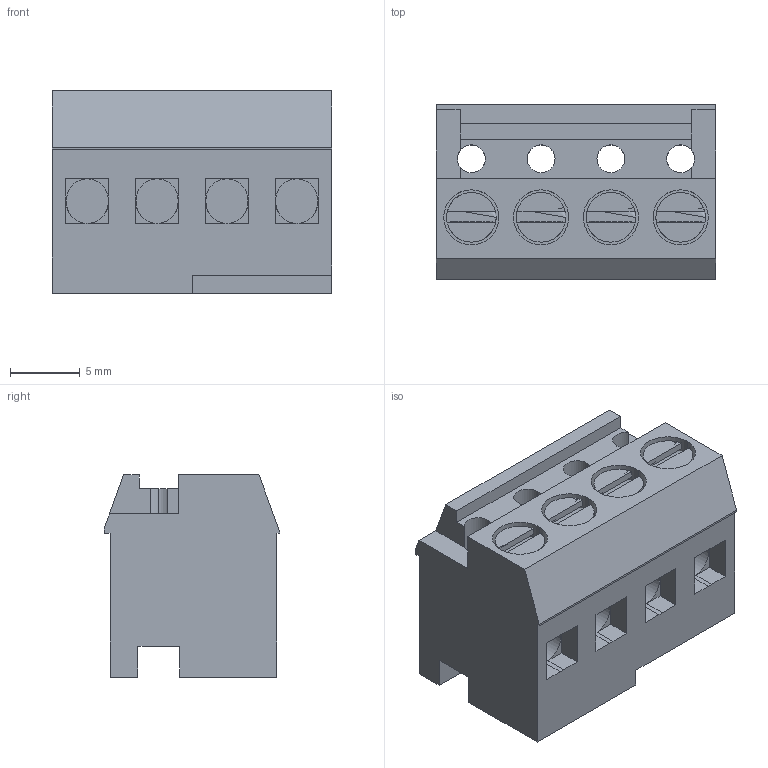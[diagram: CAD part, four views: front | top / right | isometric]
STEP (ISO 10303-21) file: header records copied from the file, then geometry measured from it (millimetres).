
FILE_DESCRIPTION(('FreeCAD Model'),'2;1');
FILE_NAME('Open CASCADE Shape Model','2021-07-17T16:22:52',( 'kicad StepUp'),('ksu MCAD'),'Open CASCADE STEP processor 7.5', 'FreeCAD','Unknown');
FILE_SCHEMA(('AUTOMOTIVE_DESIGN { 1 0 10303 214 1 1 1 1 }'));
Length unit declared in the file: millimetre
Products named in the file (1): RP02504IBLC
Bounding box: 20 x 12.55 x 14.5 mm (x, y, z)
Surface area: 2076.8 mm2 (no closed solid volume)
Topology: 0 solids, 1 shells, 121 faces, 339 edges, 222 vertices
Faces by surface type: plane 89, cylinder 32
Entity records: 8156 total; most frequent: CARTESIAN_POINT 1429, DIRECTION 1299, LINE 797, VECTOR 797, ORIENTED_EDGE 654, PCURVE 654, DEFINITIONAL_REPRESENTATION 654, EDGE_CURVE 327
